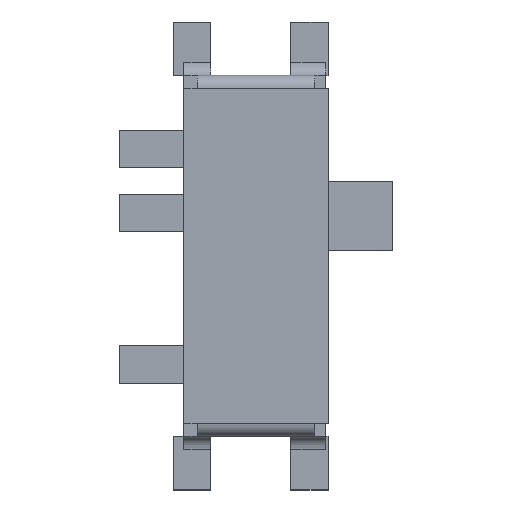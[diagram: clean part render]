
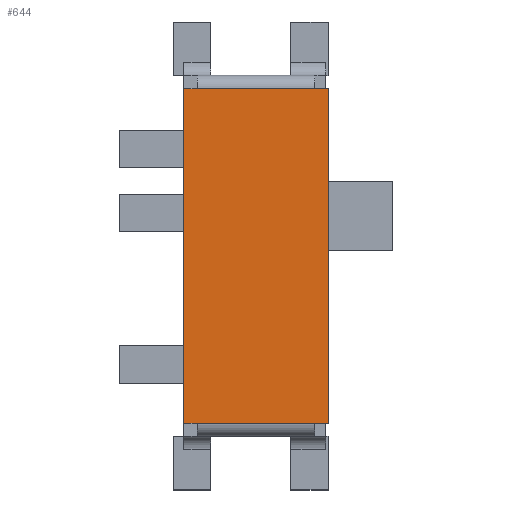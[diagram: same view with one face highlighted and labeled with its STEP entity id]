
A CAD part, top view. The second image highlights one B-rep face of the part: STEP entity #644.
In plain terms, the highlighted planar face has unit normal (0, 0, 1).
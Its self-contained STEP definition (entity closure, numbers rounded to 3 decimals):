
#84 = VERTEX_POINT ( 'NONE', #2027 ) ;
#103 = ORIENTED_EDGE ( 'NONE', *, *, #1366, .T. ) ;
#126 = VERTEX_POINT ( 'NONE', #1787 ) ;
#151 = ORIENTED_EDGE ( 'NONE', *, *, #357, .F. ) ;
#155 = ORIENTED_EDGE ( 'NONE', *, *, #1889, .F. ) ;
#228 = VERTEX_POINT ( 'NONE', #1990 ) ;
#235 = ORIENTED_EDGE ( 'NONE', *, *, #1794, .T. ) ;
#357 = EDGE_CURVE ( 'NONE', #2344, #1800, #1212, .T. ) ;
#360 = CARTESIAN_POINT ( 'NONE',  ( 1.25, 0.25, 1.5 ) ) ;
#417 = DIRECTION ( 'NONE',  ( 0., 1., 0. ) ) ;
#448 = PLANE ( 'NONE',  #2385 ) ;
#523 = VERTEX_POINT ( 'NONE', #1270 ) ;
#529 = EDGE_CURVE ( 'NONE', #523, #1800, #1900, .T. ) ;
#548 = LINE ( 'NONE', #2205, #1775 ) ;
#583 = CARTESIAN_POINT ( 'NONE',  ( 1.25, 6.5, 1.5 ) ) ;
#622 = LINE ( 'NONE', #2071, #2646 ) ;
#633 = DIRECTION ( 'NONE',  ( -1., 0., 0. ) ) ;
#644 = ADVANCED_FACE ( 'NONE', ( #1491 ), #448, .F. ) ;
#720 = LINE ( 'NONE', #1738, #1606 ) ;
#800 = CARTESIAN_POINT ( 'NONE',  ( 1., 0.25, 1.5 ) ) ;
#858 = ORIENTED_EDGE ( 'NONE', *, *, #2086, .T. ) ;
#863 = VECTOR ( 'NONE', #1799, 1000. ) ;
#865 = CARTESIAN_POINT ( 'NONE',  ( 1., 6.75, 1.5 ) ) ;
#946 = VERTEX_POINT ( 'NONE', #2530 ) ;
#998 = CARTESIAN_POINT ( 'NONE',  ( 1., 6.5, 1.5 ) ) ;
#1025 = ORIENTED_EDGE ( 'NONE', *, *, #2058, .F. ) ;
#1030 = CARTESIAN_POINT ( 'NONE',  ( 1., 0.25, 1.5 ) ) ;
#1064 = CARTESIAN_POINT ( 'NONE',  ( 0., 6.5, 1.5 ) ) ;
#1178 = LINE ( 'NONE', #998, #863 ) ;
#1212 = LINE ( 'NONE', #1030, #2624 ) ;
#1220 = LINE ( 'NONE', #2622, #2691 ) ;
#1233 = VERTEX_POINT ( 'NONE', #583 ) ;
#1270 = CARTESIAN_POINT ( 'NONE',  ( 1., 6.5, 1.5 ) ) ;
#1301 = DIRECTION ( 'NONE',  ( -1., 0., 0. ) ) ;
#1336 = VECTOR ( 'NONE', #2118, 1000. ) ;
#1366 = EDGE_CURVE ( 'NONE', #946, #1233, #2509, .T. ) ;
#1400 = DIRECTION ( 'NONE',  ( 1., 0., 0. ) ) ;
#1491 = FACE_OUTER_BOUND ( 'NONE', #1770, .T. ) ;
#1517 = DIRECTION ( 'NONE',  ( 0., 0., -1. ) ) ;
#1532 = CARTESIAN_POINT ( 'NONE',  ( 0., 0., 1.5 ) ) ;
#1537 = DIRECTION ( 'NONE',  ( -1., 0., 0. ) ) ;
#1606 = VECTOR ( 'NONE', #1537, 1000. ) ;
#1625 = ORIENTED_EDGE ( 'NONE', *, *, #2230, .F. ) ;
#1738 = CARTESIAN_POINT ( 'NONE',  ( 3.7, 0.25, 1.5 ) ) ;
#1770 = EDGE_LOOP ( 'NONE', ( #151, #858, #155, #235, #1025, #103, #1625, #1984 ) ) ;
#1775 = VECTOR ( 'NONE', #2005, 1000. ) ;
#1787 = CARTESIAN_POINT ( 'NONE',  ( 3.7, 6.5, 1.5 ) ) ;
#1794 = EDGE_CURVE ( 'NONE', #84, #126, #622, .T. ) ;
#1799 = DIRECTION ( 'NONE',  ( 1., 0., 0. ) ) ;
#1800 = VERTEX_POINT ( 'NONE', #800 ) ;
#1889 = EDGE_CURVE ( 'NONE', #84, #228, #720, .T. ) ;
#1900 = LINE ( 'NONE', #865, #1336 ) ;
#1984 = ORIENTED_EDGE ( 'NONE', *, *, #529, .T. ) ;
#1990 = CARTESIAN_POINT ( 'NONE',  ( 3.45, 0.25, 1.5 ) ) ;
#2005 = DIRECTION ( 'NONE',  ( 1., 0., 0. ) ) ;
#2027 = CARTESIAN_POINT ( 'NONE',  ( 3.7, 0.25, 1.5 ) ) ;
#2058 = EDGE_CURVE ( 'NONE', #946, #126, #1220, .T. ) ;
#2071 = CARTESIAN_POINT ( 'NONE',  ( 3.7, 6.75, 1.5 ) ) ;
#2086 = EDGE_CURVE ( 'NONE', #2344, #228, #548, .T. ) ;
#2118 = DIRECTION ( 'NONE',  ( 0., -1., 0. ) ) ;
#2205 = CARTESIAN_POINT ( 'NONE',  ( 0., 0.25, 1.5 ) ) ;
#2230 = EDGE_CURVE ( 'NONE', #523, #1233, #1178, .T. ) ;
#2344 = VERTEX_POINT ( 'NONE', #360 ) ;
#2385 = AXIS2_PLACEMENT_3D ( 'NONE', #1532, #1517, #1301 ) ;
#2404 = VECTOR ( 'NONE', #633, 1000. ) ;
#2500 = DIRECTION ( 'NONE',  ( -1., 0., 0. ) ) ;
#2509 = LINE ( 'NONE', #1064, #2404 ) ;
#2530 = CARTESIAN_POINT ( 'NONE',  ( 3.45, 6.5, 1.5 ) ) ;
#2622 = CARTESIAN_POINT ( 'NONE',  ( 3.7, 6.5, 1.5 ) ) ;
#2624 = VECTOR ( 'NONE', #2500, 1000. ) ;
#2646 = VECTOR ( 'NONE', #417, 1000. ) ;
#2691 = VECTOR ( 'NONE', #1400, 1000. ) ;
